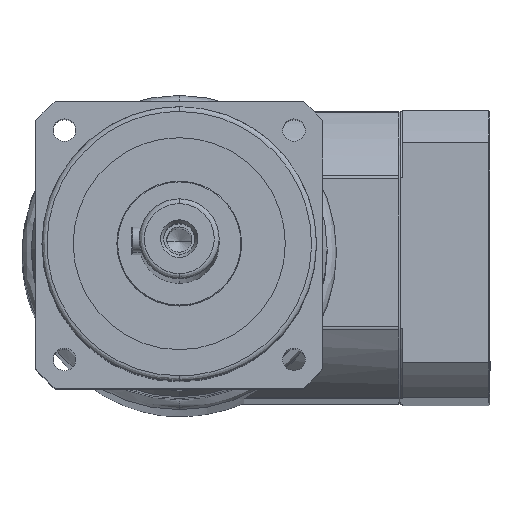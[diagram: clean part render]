
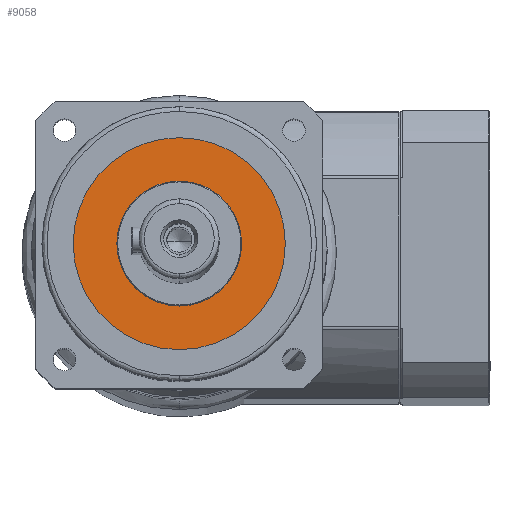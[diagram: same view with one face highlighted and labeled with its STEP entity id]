
A CAD part, left-side view. The second image highlights one B-rep face of the part: STEP entity #9058.
In plain terms, the highlighted face is planar.
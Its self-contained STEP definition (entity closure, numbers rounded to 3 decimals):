
#929 = EDGE_CURVE ( 'NONE', #27294, #9077, #18241, .T. ) ;
#3054 = CARTESIAN_POINT ( 'NONE',  ( -53.01, 0., 0. ) ) ;
#3908 = VERTEX_POINT ( 'NONE', #24636 ) ;
#4030 = CARTESIAN_POINT ( 'NONE',  ( -53.01, 0., 0. ) ) ;
#5133 = DIRECTION ( 'NONE',  ( 0., 0., 1. ) ) ;
#5429 = FACE_OUTER_BOUND ( 'NONE', #6159, .T. ) ;
#5536 = EDGE_LOOP ( 'NONE', ( #21667, #24940 ) ) ;
#6119 = DIRECTION ( 'NONE',  ( 0., 0., -1. ) ) ;
#6159 = EDGE_LOOP ( 'NONE', ( #6810, #24288 ) ) ;
#6810 = ORIENTED_EDGE ( 'NONE', *, *, #13809, .T. ) ;
#7606 = AXIS2_PLACEMENT_3D ( 'NONE', #24299, #11025, #26523 ) ;
#8170 = PLANE ( 'NONE',  #19848 ) ;
#8725 = CIRCLE ( 'NONE', #7606, 42.5 ) ;
#9058 = ADVANCED_FACE ( 'NONE', ( #5429, #11111 ), #8170, .T. ) ;
#9077 = VERTEX_POINT ( 'NONE', #23734 ) ;
#10032 = AXIS2_PLACEMENT_3D ( 'NONE', #12307, #12273, #12245 ) ;
#10134 = CIRCLE ( 'NONE', #24580, 42.5 ) ;
#11025 = DIRECTION ( 'NONE',  ( 1., 0., 0. ) ) ;
#11111 = FACE_BOUND ( 'NONE', #5536, .T. ) ;
#12245 = DIRECTION ( 'NONE',  ( 0., 0., 1. ) ) ;
#12273 = DIRECTION ( 'NONE',  ( -1., 0., 0. ) ) ;
#12307 = CARTESIAN_POINT ( 'NONE',  ( -53.01, 0., 0. ) ) ;
#12349 = DIRECTION ( 'NONE',  ( -1., 0., 0. ) ) ;
#13809 = EDGE_CURVE ( 'NONE', #3908, #20173, #8725, .T. ) ;
#18107 = EDGE_CURVE ( 'NONE', #20173, #3908, #10134, .T. ) ;
#18197 = DIRECTION ( 'NONE',  ( 1., 0., 0. ) ) ;
#18241 = CIRCLE ( 'NONE', #10032, 25. ) ;
#18306 = EDGE_CURVE ( 'NONE', #9077, #27294, #25360, .T. ) ;
#19277 = DIRECTION ( 'NONE',  ( 1., 0., 0. ) ) ;
#19848 = AXIS2_PLACEMENT_3D ( 'NONE', #4030, #19277, #6119 ) ;
#20173 = VERTEX_POINT ( 'NONE', #20582 ) ;
#20582 = CARTESIAN_POINT ( 'NONE',  ( -53.01, 0., -42.5 ) ) ;
#21667 = ORIENTED_EDGE ( 'NONE', *, *, #18306, .T. ) ;
#23732 = CARTESIAN_POINT ( 'NONE',  ( -53.01, 0., -25. ) ) ;
#23734 = CARTESIAN_POINT ( 'NONE',  ( -53.01, 0., 25. ) ) ;
#24144 = AXIS2_PLACEMENT_3D ( 'NONE', #25633, #12349, #27826 ) ;
#24288 = ORIENTED_EDGE ( 'NONE', *, *, #18107, .T. ) ;
#24299 = CARTESIAN_POINT ( 'NONE',  ( -53.01, 0., 0. ) ) ;
#24580 = AXIS2_PLACEMENT_3D ( 'NONE', #3054, #18197, #5133 ) ;
#24636 = CARTESIAN_POINT ( 'NONE',  ( -53.01, 0., 42.5 ) ) ;
#24940 = ORIENTED_EDGE ( 'NONE', *, *, #929, .T. ) ;
#25360 = CIRCLE ( 'NONE', #24144, 25. ) ;
#25633 = CARTESIAN_POINT ( 'NONE',  ( -53.01, 0., 0. ) ) ;
#26523 = DIRECTION ( 'NONE',  ( 0., 0., 1. ) ) ;
#27294 = VERTEX_POINT ( 'NONE', #23732 ) ;
#27826 = DIRECTION ( 'NONE',  ( 0., 0., 1. ) ) ;
